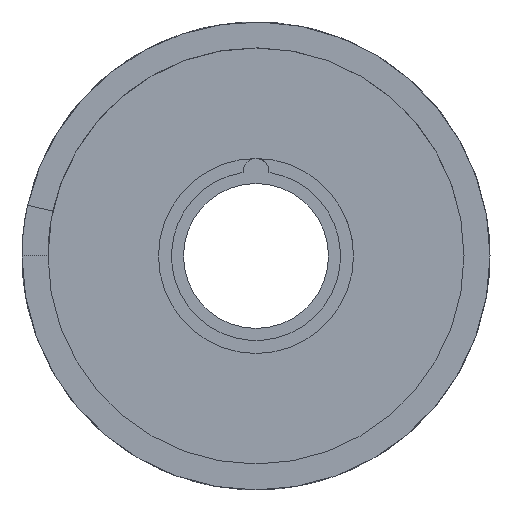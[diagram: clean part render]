
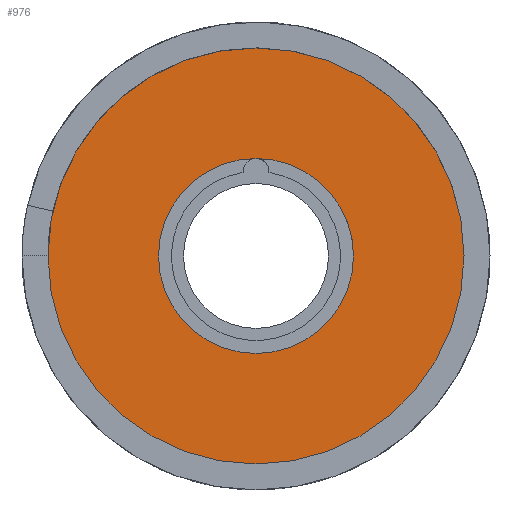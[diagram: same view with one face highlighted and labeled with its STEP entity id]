
A CAD part, front view. The second image highlights one B-rep face of the part: STEP entity #976.
In plain terms, the highlighted planar face has unit normal (0, -1, 0).
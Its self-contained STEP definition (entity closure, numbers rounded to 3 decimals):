
#1=CARTESIAN_POINT('',(0.,0.,0.));
#2=DIRECTION('',(0.,1.,0.));
#3=DIRECTION('',(1.,0.,0.));
#4=AXIS2_PLACEMENT_3D('',#1,#2,#3);
#6=CARTESIAN_POINT('',(0.,0.,0.));
#7=DIRECTION('',(0.,-1.,0.));
#8=DIRECTION('',(1.,0.,0.));
#9=AXIS2_PLACEMENT_3D('',#6,#7,#8);
#11=CARTESIAN_POINT('',(0.,0.,0.));
#12=DIRECTION('',(0.,-1.,0.));
#13=DIRECTION('',(1.,0.,0.));
#14=AXIS2_PLACEMENT_3D('',#11,#12,#13);
#20=CARTESIAN_POINT('',(0.,0.,0.));
#21=DIRECTION('',(0.,1.,0.));
#22=DIRECTION('',(1.,0.,0.));
#23=AXIS2_PLACEMENT_3D('',#20,#21,#22);
#862=CARTESIAN_POINT('',(16.,0.,0.));
#864=VERTEX_POINT('',#862);
#879=CARTESIAN_POINT('',(7.5,0.,0.));
#881=VERTEX_POINT('',#879);
#895=CARTESIAN_POINT('',(-7.5,0.,0.));
#897=VERTEX_POINT('',#895);
#898=CARTESIAN_POINT('',(-16.,0.,0.));
#899=VERTEX_POINT('',#898);
#959=CARTESIAN_POINT('',(0.,0.,0.));
#960=DIRECTION('',(0.,-1.,0.));
#961=DIRECTION('',(-1.,0.,0.));
#962=AXIS2_PLACEMENT_3D('',#959,#960,#961);
#963=PLANE('',#962);
#965=ORIENTED_EDGE('',*,*,#964,.F.);
#967=ORIENTED_EDGE('',*,*,#966,.T.);
#968=EDGE_LOOP('',(#965,#967));
#969=FACE_OUTER_BOUND('',#968,.F.);
#971=ORIENTED_EDGE('',*,*,#970,.F.);
#973=ORIENTED_EDGE('',*,*,#972,.T.);
#974=EDGE_LOOP('',(#971,#973));
#975=FACE_BOUND('',#974,.F.);
#976=ADVANCED_FACE('',(#969,#975),#963,.T.);
#5=CIRCLE('',#4,7.5);
#10=CIRCLE('',#9,7.5);
#15=CIRCLE('',#14,16.);
#24=CIRCLE('',#23,16.);
#964=EDGE_CURVE('',#864,#899,#15,.T.);
#966=EDGE_CURVE('',#864,#899,#24,.T.);
#970=EDGE_CURVE('',#881,#897,#5,.T.);
#972=EDGE_CURVE('',#881,#897,#10,.T.);
